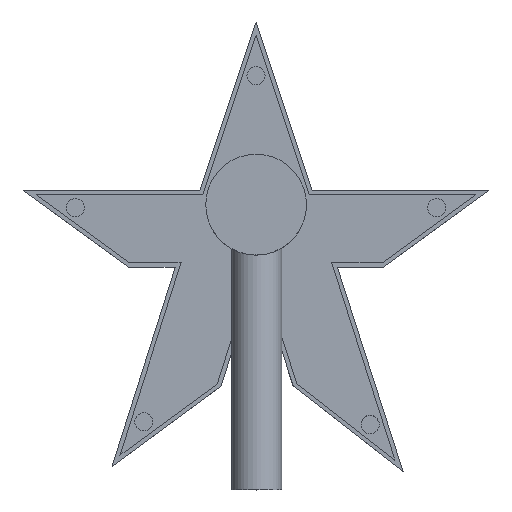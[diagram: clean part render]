
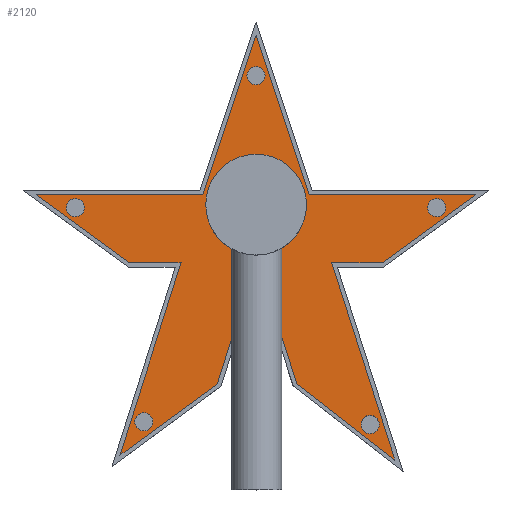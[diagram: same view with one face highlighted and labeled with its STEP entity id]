
A CAD part, top view. The second image highlights one B-rep face of the part: STEP entity #2120.
In plain terms, the highlighted planar face has unit normal (0, 0, 1).
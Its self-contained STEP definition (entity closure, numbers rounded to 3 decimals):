
#1289=CARTESIAN_POINT('',(-10.32,-20.88,4.4));
#1290=VERTEX_POINT('',#1289);
#1291=CARTESIAN_POINT('',(-27.512,-33.444,4.4));
#1292=VERTEX_POINT('',#1291);
#1293=CARTESIAN_POINT('',(-10.32,-20.88,4.4));
#1294=DIRECTION('',(-0.807,-0.59,0.));
#1295=VECTOR('',#1294,21.294);
#1296=LINE('',#1293,#1295);
#1297=EDGE_CURVE('',#1290,#1292,#1296,.T.);
#1329=CARTESIAN_POINT('',(-16.738,0.5,4.4));
#1330=VERTEX_POINT('',#1329);
#1331=CARTESIAN_POINT('',(-27.512,-33.444,4.4));
#1332=DIRECTION('',(0.303,0.953,0.));
#1333=VECTOR('',#1332,35.613);
#1334=LINE('',#1331,#1333);
#1335=EDGE_CURVE('',#1292,#1330,#1334,.T.);
#1360=CARTESIAN_POINT('',(-25.801,0.5,4.4));
#1361=VERTEX_POINT('',#1360);
#1362=CARTESIAN_POINT('',(-16.738,0.5,4.4));
#1363=DIRECTION('',(-1.,0.,0.));
#1364=VECTOR('',#1363,9.063);
#1365=LINE('',#1362,#1364);
#1366=EDGE_CURVE('',#1330,#1361,#1365,.T.);
#1391=CARTESIAN_POINT('',(-42.301,12.5,4.4));
#1392=VERTEX_POINT('',#1391);
#1393=CARTESIAN_POINT('',(-25.801,0.5,4.4));
#1394=DIRECTION('',(-0.809,0.588,0.));
#1395=VECTOR('',#1394,20.402);
#1396=LINE('',#1393,#1395);
#1397=EDGE_CURVE('',#1361,#1392,#1396,.T.);
#1422=CARTESIAN_POINT('',(-12.883,12.5,4.4));
#1423=VERTEX_POINT('',#1422);
#1424=CARTESIAN_POINT('',(-42.301,12.5,4.4));
#1425=DIRECTION('',(1.,0.,-0.));
#1426=VECTOR('',#1425,29.418);
#1427=LINE('',#1424,#1426);
#1428=EDGE_CURVE('',#1392,#1423,#1427,.T.);
#1453=CARTESIAN_POINT('',(-3.5,40.649,4.4));
#1454=VERTEX_POINT('',#1453);
#1455=CARTESIAN_POINT('',(-12.883,12.5,4.4));
#1456=DIRECTION('',(0.316,0.949,0.));
#1457=VECTOR('',#1456,29.672);
#1458=LINE('',#1455,#1457);
#1459=EDGE_CURVE('',#1423,#1454,#1458,.T.);
#1484=CARTESIAN_POINT('',(5.883,12.5,4.4));
#1485=VERTEX_POINT('',#1484);
#1486=CARTESIAN_POINT('',(-3.5,40.649,4.4));
#1487=DIRECTION('',(0.316,-0.949,0.));
#1488=VECTOR('',#1487,29.672);
#1489=LINE('',#1486,#1488);
#1490=EDGE_CURVE('',#1454,#1485,#1489,.T.);
#1515=CARTESIAN_POINT('',(35.301,12.5,4.4));
#1516=VERTEX_POINT('',#1515);
#1517=CARTESIAN_POINT('',(5.883,12.5,4.4));
#1518=DIRECTION('',(1.,-0.,0.));
#1519=VECTOR('',#1518,29.418);
#1520=LINE('',#1517,#1519);
#1521=EDGE_CURVE('',#1485,#1516,#1520,.T.);
#1546=CARTESIAN_POINT('',(18.801,0.5,4.4));
#1547=VERTEX_POINT('',#1546);
#1548=CARTESIAN_POINT('',(35.301,12.5,4.4));
#1549=DIRECTION('',(-0.809,-0.588,0.));
#1550=VECTOR('',#1549,20.402);
#1551=LINE('',#1548,#1550);
#1552=EDGE_CURVE('',#1516,#1547,#1551,.T.);
#1577=CARTESIAN_POINT('',(9.85,0.5,4.4));
#1578=VERTEX_POINT('',#1577);
#1579=CARTESIAN_POINT('',(18.801,0.5,4.4));
#1580=DIRECTION('',(-1.,0.,0.));
#1581=VECTOR('',#1580,8.951);
#1582=LINE('',#1579,#1581);
#1583=EDGE_CURVE('',#1547,#1578,#1582,.T.);
#1608=CARTESIAN_POINT('',(21.014,-34.303,4.4));
#1609=VERTEX_POINT('',#1608);
#1610=CARTESIAN_POINT('',(9.85,0.5,4.4));
#1611=DIRECTION('',(0.305,-0.952,0.));
#1612=VECTOR('',#1611,36.55);
#1613=LINE('',#1610,#1612);
#1614=EDGE_CURVE('',#1578,#1609,#1613,.T.);
#1639=CARTESIAN_POINT('',(3.694,-20.787,4.4));
#1640=VERTEX_POINT('',#1639);
#1641=CARTESIAN_POINT('',(21.014,-34.303,4.4));
#1642=DIRECTION('',(-0.788,0.615,0.));
#1643=VECTOR('',#1642,21.97);
#1644=LINE('',#1641,#1643);
#1645=EDGE_CURVE('',#1609,#1640,#1644,.T.);
#1670=CARTESIAN_POINT('',(-1.518,-4.541,4.4));
#1671=VERTEX_POINT('',#1670);
#1672=CARTESIAN_POINT('',(3.694,-20.787,4.4));
#1673=DIRECTION('',(-0.305,0.952,0.));
#1674=VECTOR('',#1673,17.062);
#1675=LINE('',#1672,#1674);
#1676=EDGE_CURVE('',#1640,#1671,#1675,.T.);
#1701=CARTESIAN_POINT('',(-3.357,1.168,4.4));
#1702=VERTEX_POINT('',#1701);
#1703=CARTESIAN_POINT('',(-1.518,-4.541,4.4));
#1704=DIRECTION('',(-0.307,0.952,0.));
#1705=VECTOR('',#1704,5.998);
#1706=LINE('',#1703,#1705);
#1707=EDGE_CURVE('',#1671,#1702,#1706,.T.);
#1732=CARTESIAN_POINT('',(29.982,10.25,4.4));
#1733=VERTEX_POINT('',#1732);
#1742=CARTESIAN_POINT('',(26.782,10.25,4.4));
#1743=VERTEX_POINT('',#1742);
#1744=CARTESIAN_POINT('',(28.382,10.25,4.4));
#1745=DIRECTION('',(0.,0.,-1.));
#1746=DIRECTION('',(-1.,0.,0.));
#1747=AXIS2_PLACEMENT_3D('',#1744,#1745,#1746);
#1748=CIRCLE('',#1747,1.6);
#1749=EDGE_CURVE('',#1743,#1733,#1748,.T.);
#1751=CARTESIAN_POINT('',(28.382,10.25,4.4));
#1752=DIRECTION('',(0.,0.,-1.));
#1753=DIRECTION('',(-1.,0.,0.));
#1754=AXIS2_PLACEMENT_3D('',#1751,#1752,#1753);
#1755=CIRCLE('',#1754,1.6);
#1756=EDGE_CURVE('',#1733,#1743,#1755,.T.);
#1783=CARTESIAN_POINT('',(18.241,-28.037,4.4));
#1784=VERTEX_POINT('',#1783);
#1793=CARTESIAN_POINT('',(15.041,-28.037,4.4));
#1794=VERTEX_POINT('',#1793);
#1795=CARTESIAN_POINT('',(16.641,-28.037,4.4));
#1796=DIRECTION('',(0.,0.,-1.));
#1797=DIRECTION('',(-1.,0.,0.));
#1798=AXIS2_PLACEMENT_3D('',#1795,#1796,#1797);
#1799=CIRCLE('',#1798,1.6);
#1800=EDGE_CURVE('',#1794,#1784,#1799,.T.);
#1802=CARTESIAN_POINT('',(16.641,-28.037,4.4));
#1803=DIRECTION('',(0.,0.,-1.));
#1804=DIRECTION('',(-1.,0.,0.));
#1805=AXIS2_PLACEMENT_3D('',#1802,#1803,#1804);
#1806=CIRCLE('',#1805,1.6);
#1807=EDGE_CURVE('',#1784,#1794,#1806,.T.);
#1834=CARTESIAN_POINT('',(-1.9,33.534,4.4));
#1835=VERTEX_POINT('',#1834);
#1844=CARTESIAN_POINT('',(-5.1,33.534,4.4));
#1845=VERTEX_POINT('',#1844);
#1846=CARTESIAN_POINT('',(-3.5,33.534,4.4));
#1847=DIRECTION('',(0.,0.,-1.));
#1848=DIRECTION('',(-1.,0.,0.));
#1849=AXIS2_PLACEMENT_3D('',#1846,#1847,#1848);
#1850=CIRCLE('',#1849,1.6);
#1851=EDGE_CURVE('',#1845,#1835,#1850,.T.);
#1853=CARTESIAN_POINT('',(-3.5,33.534,4.4));
#1854=DIRECTION('',(0.,0.,-1.));
#1855=DIRECTION('',(-1.,0.,0.));
#1856=AXIS2_PLACEMENT_3D('',#1853,#1854,#1855);
#1857=CIRCLE('',#1856,1.6);
#1858=EDGE_CURVE('',#1835,#1845,#1857,.T.);
#1885=CARTESIAN_POINT('',(-21.686,-27.569,4.4));
#1886=VERTEX_POINT('',#1885);
#1895=CARTESIAN_POINT('',(-24.886,-27.569,4.4));
#1896=VERTEX_POINT('',#1895);
#1897=CARTESIAN_POINT('',(-23.286,-27.569,4.4));
#1898=DIRECTION('',(0.,0.,-1.));
#1899=DIRECTION('',(-1.,0.,0.));
#1900=AXIS2_PLACEMENT_3D('',#1897,#1898,#1899);
#1901=CIRCLE('',#1900,1.6);
#1902=EDGE_CURVE('',#1896,#1886,#1901,.T.);
#1904=CARTESIAN_POINT('',(-23.286,-27.569,4.4));
#1905=DIRECTION('',(0.,0.,-1.));
#1906=DIRECTION('',(-1.,0.,0.));
#1907=AXIS2_PLACEMENT_3D('',#1904,#1905,#1906);
#1908=CIRCLE('',#1907,1.6);
#1909=EDGE_CURVE('',#1886,#1896,#1908,.T.);
#1936=CARTESIAN_POINT('',(-33.782,10.25,4.4));
#1937=VERTEX_POINT('',#1936);
#1946=CARTESIAN_POINT('',(-36.982,10.25,4.4));
#1947=VERTEX_POINT('',#1946);
#1948=CARTESIAN_POINT('',(-35.382,10.25,4.4));
#1949=DIRECTION('',(0.,0.,-1.));
#1950=DIRECTION('',(-1.,0.,0.));
#1951=AXIS2_PLACEMENT_3D('',#1948,#1949,#1950);
#1952=CIRCLE('',#1951,1.6);
#1953=EDGE_CURVE('',#1947,#1937,#1952,.T.);
#1955=CARTESIAN_POINT('',(-35.382,10.25,4.4));
#1956=DIRECTION('',(0.,0.,-1.));
#1957=DIRECTION('',(-1.,0.,0.));
#1958=AXIS2_PLACEMENT_3D('',#1955,#1956,#1957);
#1959=CIRCLE('',#1958,1.6);
#1960=EDGE_CURVE('',#1937,#1947,#1959,.T.);
#1987=CARTESIAN_POINT('',(-10.32,-20.88,4.4));
#1988=DIRECTION('',(0.301,0.954,0.));
#1989=VECTOR('',#1988,23.121);
#1990=LINE('',#1987,#1989);
#1991=EDGE_CURVE('',#1290,#1702,#1990,.T.);
#2067=CARTESIAN_POINT('',(0.,0.,4.4));
#2068=DIRECTION('',(0.,0.,-1.));
#2069=DIRECTION('',(-1.,0.,0.));
#2070=AXIS2_PLACEMENT_3D('',#2067,#2068,#2069);
#2071=PLANE('',#2070);
#2072=CARTESIAN_POINT('',(5.423,10.758,4.4));
#2073=VERTEX_POINT('',#2072);
#2074=CARTESIAN_POINT('',(-3.477,10.758,4.4));
#2075=DIRECTION('',(0.,0.,1.));
#2076=DIRECTION('',(1.,0.,-0.));
#2077=AXIS2_PLACEMENT_3D('',#2074,#2075,#2076);
#2078=CIRCLE('',#2077,8.9);
#2079=EDGE_CURVE('',#2073,#2073,#2078,.T.);
#2080=ORIENTED_EDGE('',*,*,#2079,.F.);
#2081=EDGE_LOOP('',(#2080));
#2082=FACE_BOUND('',#2081,.T.);
#2083=ORIENTED_EDGE('',*,*,#1953,.T.);
#2084=ORIENTED_EDGE('',*,*,#1960,.T.);
#2085=EDGE_LOOP('',(#2083,#2084));
#2086=FACE_BOUND('',#2085,.T.);
#2087=ORIENTED_EDGE('',*,*,#1902,.T.);
#2088=ORIENTED_EDGE('',*,*,#1909,.T.);
#2089=EDGE_LOOP('',(#2087,#2088));
#2090=FACE_BOUND('',#2089,.T.);
#2091=ORIENTED_EDGE('',*,*,#1851,.T.);
#2092=ORIENTED_EDGE('',*,*,#1858,.T.);
#2093=EDGE_LOOP('',(#2091,#2092));
#2094=FACE_BOUND('',#2093,.T.);
#2095=ORIENTED_EDGE('',*,*,#1800,.T.);
#2096=ORIENTED_EDGE('',*,*,#1807,.T.);
#2097=EDGE_LOOP('',(#2095,#2096));
#2098=FACE_BOUND('',#2097,.T.);
#2099=ORIENTED_EDGE('',*,*,#1749,.T.);
#2100=ORIENTED_EDGE('',*,*,#1756,.T.);
#2101=EDGE_LOOP('',(#2099,#2100));
#2102=FACE_BOUND('',#2101,.T.);
#2103=ORIENTED_EDGE('',*,*,#1297,.F.);
#2104=ORIENTED_EDGE('',*,*,#1991,.T.);
#2105=ORIENTED_EDGE('',*,*,#1707,.F.);
#2106=ORIENTED_EDGE('',*,*,#1676,.F.);
#2107=ORIENTED_EDGE('',*,*,#1645,.F.);
#2108=ORIENTED_EDGE('',*,*,#1614,.F.);
#2109=ORIENTED_EDGE('',*,*,#1583,.F.);
#2110=ORIENTED_EDGE('',*,*,#1552,.F.);
#2111=ORIENTED_EDGE('',*,*,#1521,.F.);
#2112=ORIENTED_EDGE('',*,*,#1490,.F.);
#2113=ORIENTED_EDGE('',*,*,#1459,.F.);
#2114=ORIENTED_EDGE('',*,*,#1428,.F.);
#2115=ORIENTED_EDGE('',*,*,#1397,.F.);
#2116=ORIENTED_EDGE('',*,*,#1366,.F.);
#2117=ORIENTED_EDGE('',*,*,#1335,.F.);
#2118=EDGE_LOOP('',(#2103,#2104,#2105,#2106,#2107,#2108,#2109,#2110,#2111,#2112,#2113,#2114,#2115,#2116,#2117));
#2119=FACE_BOUND('',#2118,.T.);
#2120=ADVANCED_FACE('',(#2082,#2086,#2090,#2094,#2098,#2102,#2119),#2071,.F.);
